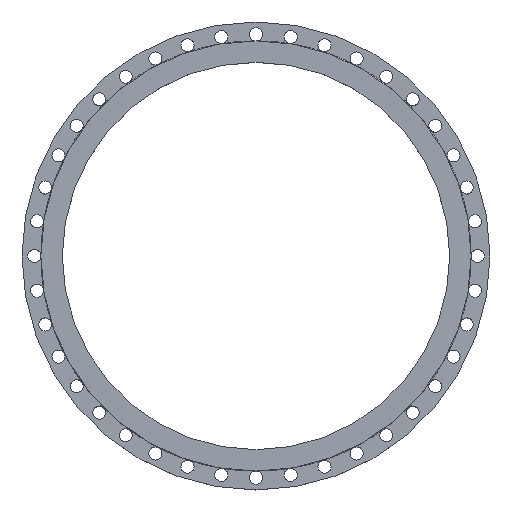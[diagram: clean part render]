
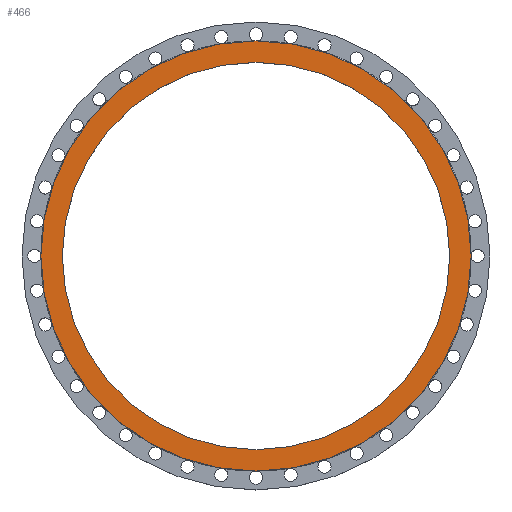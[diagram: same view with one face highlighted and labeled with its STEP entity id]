
A CAD part, top view. The second image highlights one B-rep face of the part: STEP entity #466.
In plain terms, the highlighted planar face has unit normal (0, 0, 1).
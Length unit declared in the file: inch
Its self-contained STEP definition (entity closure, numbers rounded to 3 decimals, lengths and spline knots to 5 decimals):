
#46 = VERTEX_POINT ( 'NONE', #520 ) ;
#120 = CARTESIAN_POINT ( 'NONE',  ( 0., 0., 0. ) ) ;
#307 = VERTEX_POINT ( 'NONE', #438 ) ;
#438 = CARTESIAN_POINT ( 'NONE',  ( -16.65625, 0., 0. ) ) ;
#466 = ADVANCED_FACE ( 'NONE', ( #2771, #2189 ), #2463, .F. ) ;
#520 = CARTESIAN_POINT ( 'NONE',  ( 16.65625, 0., 0. ) ) ;
#529 = EDGE_CURVE ( 'NONE', #1204, #2357, #4043, .T. ) ;
#636 = DIRECTION ( 'NONE',  ( -1., 0., 0. ) ) ;
#693 = AXIS2_PLACEMENT_3D ( 'NONE', #3730, #3466, #636 ) ;
#696 = AXIS2_PLACEMENT_3D ( 'NONE', #2492, #895, #1205 ) ;
#794 = AXIS2_PLACEMENT_3D ( 'NONE', #3078, #3277, #2847 ) ;
#826 = EDGE_CURVE ( 'NONE', #46, #307, #1016, .T. ) ;
#895 = DIRECTION ( 'NONE',  ( 0., 0., 1. ) ) ;
#1016 = CIRCLE ( 'NONE', #696, 16.65625 ) ;
#1051 = DIRECTION ( 'NONE',  ( 0., 0., 1. ) ) ;
#1084 = DIRECTION ( 'NONE',  ( 0., 0., 1. ) ) ;
#1204 = VERTEX_POINT ( 'NONE', #1430 ) ;
#1205 = DIRECTION ( 'NONE',  ( 1., 0., 0. ) ) ;
#1430 = CARTESIAN_POINT ( 'NONE',  ( 18.5, 0., 0. ) ) ;
#1489 = EDGE_LOOP ( 'NONE', ( #2452, #2248 ) ) ;
#1536 = ORIENTED_EDGE ( 'NONE', *, *, #826, .F. ) ;
#1724 = AXIS2_PLACEMENT_3D ( 'NONE', #2333, #1051, #1730 ) ;
#1730 = DIRECTION ( 'NONE',  ( 1., 0., 0. ) ) ;
#2079 = EDGE_CURVE ( 'NONE', #307, #46, #2639, .T. ) ;
#2189 = FACE_OUTER_BOUND ( 'NONE', #1489, .T. ) ;
#2248 = ORIENTED_EDGE ( 'NONE', *, *, #3822, .T. ) ;
#2314 = CIRCLE ( 'NONE', #1724, 18.5 ) ;
#2317 = DIRECTION ( 'NONE',  ( 1., 0., 0. ) ) ;
#2333 = CARTESIAN_POINT ( 'NONE',  ( 0., 0., 0. ) ) ;
#2357 = VERTEX_POINT ( 'NONE', #3633 ) ;
#2452 = ORIENTED_EDGE ( 'NONE', *, *, #529, .T. ) ;
#2463 = PLANE ( 'NONE',  #693 ) ;
#2492 = CARTESIAN_POINT ( 'NONE',  ( 0., 0., 0. ) ) ;
#2639 = CIRCLE ( 'NONE', #794, 16.65625 ) ;
#2771 = FACE_BOUND ( 'NONE', #2891, .T. ) ;
#2791 = AXIS2_PLACEMENT_3D ( 'NONE', #120, #1084, #2317 ) ;
#2847 = DIRECTION ( 'NONE',  ( 1., 0., 0. ) ) ;
#2891 = EDGE_LOOP ( 'NONE', ( #1536, #2945 ) ) ;
#2945 = ORIENTED_EDGE ( 'NONE', *, *, #2079, .F. ) ;
#3078 = CARTESIAN_POINT ( 'NONE',  ( 0., 0., 0. ) ) ;
#3277 = DIRECTION ( 'NONE',  ( 0., 0., 1. ) ) ;
#3466 = DIRECTION ( 'NONE',  ( 0., 0., -1. ) ) ;
#3633 = CARTESIAN_POINT ( 'NONE',  ( -18.5, 0., 0. ) ) ;
#3730 = CARTESIAN_POINT ( 'NONE',  ( 0., 16.65625, 0. ) ) ;
#3822 = EDGE_CURVE ( 'NONE', #2357, #1204, #2314, .T. ) ;
#4043 = CIRCLE ( 'NONE', #2791, 18.5 ) ;
